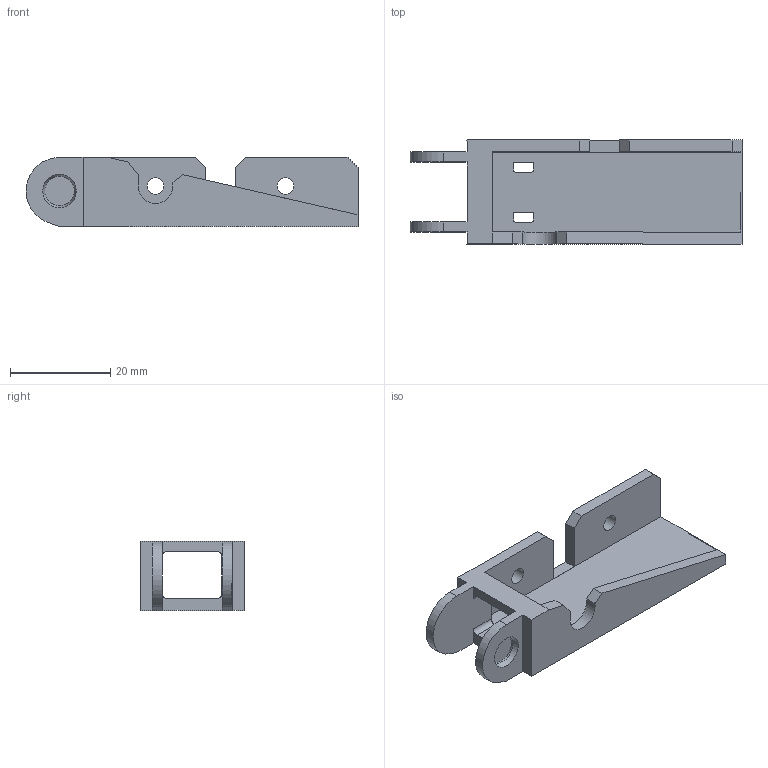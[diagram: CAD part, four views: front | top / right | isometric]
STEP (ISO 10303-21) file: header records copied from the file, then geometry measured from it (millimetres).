
FILE_DESCRIPTION(('FreeCAD Model'),'2;1');
FILE_NAME('Open CASCADE Shape Model','2024-06-08T07:37:01',(''),(''), 'Open CASCADE STEP processor 7.6','FreeCAD','Unknown');
FILE_SCHEMA(('AUTOMOTIVE_DESIGN { 1 0 10303 214 1 1 1 1 }'));
Length unit declared in the file: millimetre
Products named in the file (1): Endpiece_X-Axis
Bounding box: 66.4 x 20.8 x 13.8 mm (x, y, z)
Volume: 5502.4 mm3; surface area: 5420.6 mm2
Topology: 1 solids, 1 shells, 65 faces, 190 edges, 127 vertices
Faces by surface type: plane 44, cylinder 19, cone 2
Full cylindrical faces by diameter (mm): 3.3 x2, 5.899 x2
Entity records: 2198 total; most frequent: CARTESIAN_POINT 383, ORIENTED_EDGE 380, DIRECTION 366, EDGE_CURVE 190, LINE 146, VECTOR 146, VERTEX_POINT 127, AXIS2_PLACEMENT_3D 110
